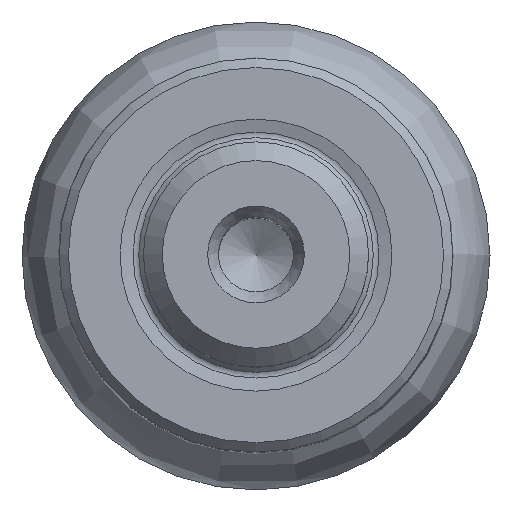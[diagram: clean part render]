
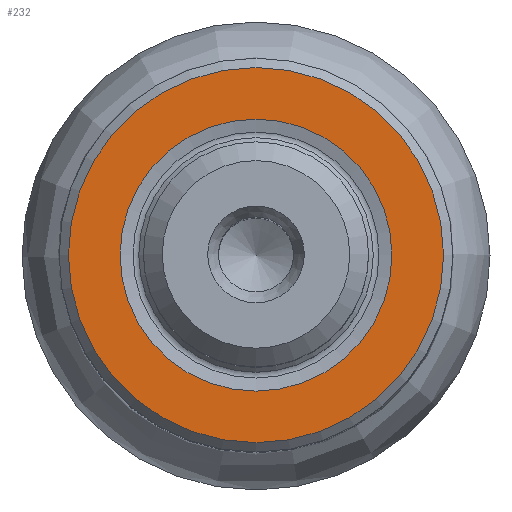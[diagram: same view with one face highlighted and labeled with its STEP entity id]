
A CAD part, top view. The second image highlights one B-rep face of the part: STEP entity #232.
In plain terms, the highlighted planar face has unit normal (0, 0, 1).
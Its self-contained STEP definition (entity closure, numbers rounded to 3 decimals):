
#232=ADVANCED_FACE('',(#259,#260),#256,.T.);
#256=PLANE('',#464);
#259=FACE_BOUND('',#304,.T.);
#260=FACE_BOUND('',#305,.T.);
#304=EDGE_LOOP('',(#348));
#305=EDGE_LOOP('',(#349));
#348=ORIENTED_EDGE('',*,*,#416,.T.);
#349=ORIENTED_EDGE('',*,*,#417,.T.);
#392=VERTEX_POINT('',#605);
#393=VERTEX_POINT('',#607);
#416=EDGE_CURVE('',#392,#392,#438,.T.);
#417=EDGE_CURVE('',#393,#393,#439,.T.);
#438=CIRCLE('',#462,10.);
#439=CIRCLE('',#463,7.249);
#462=AXIS2_PLACEMENT_3D('',#604,#510,#511);
#463=AXIS2_PLACEMENT_3D('',#606,#512,#513);
#464=AXIS2_PLACEMENT_3D('',#608,#514,#515);
#510=DIRECTION('',(0.,0.,1.));
#511=DIRECTION('',(1.,0.,0.));
#512=DIRECTION('',(0.,0.,-1.));
#513=DIRECTION('',(-1.,0.,0.));
#514=DIRECTION('',(0.,0.,1.));
#515=DIRECTION('',(1.,0.,0.));
#604=CARTESIAN_POINT('',(0.,0.,0.));
#605=CARTESIAN_POINT('',(10.,0.,0.));
#606=CARTESIAN_POINT('',(0.,0.,0.));
#607=CARTESIAN_POINT('',(-7.249,0.,0.));
#608=CARTESIAN_POINT('',(0.,0.,0.));
